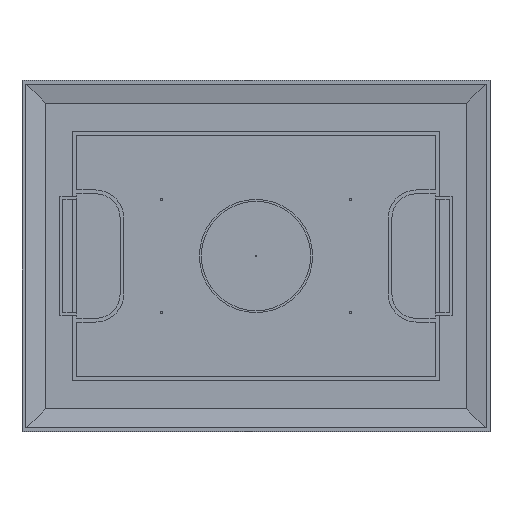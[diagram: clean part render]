
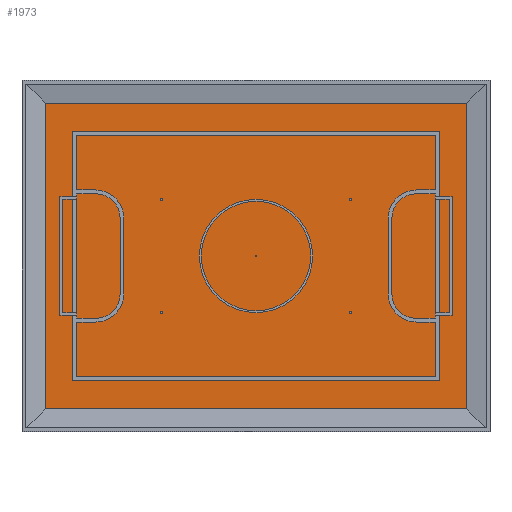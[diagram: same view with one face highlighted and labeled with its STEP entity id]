
A CAD part, top view. The second image highlights one B-rep face of the part: STEP entity #1973.
In plain terms, the highlighted planar face has unit normal (0, 0, 1).
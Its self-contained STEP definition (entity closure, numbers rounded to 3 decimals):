
#100=FACE_OUTER_BOUND('',#220,.T.);
#220=EDGE_LOOP('',(#1313,#1314,#1315,#1316));
#350=LINE('',#2833,#599);
#351=LINE('',#2835,#600);
#352=LINE('',#2837,#601);
#353=LINE('',#2838,#602);
#599=VECTOR('',#2279,10.);
#600=VECTOR('',#2280,10.);
#601=VECTOR('',#2281,10.);
#602=VECTOR('',#2282,10.);
#848=VERTEX_POINT('',#2831);
#849=VERTEX_POINT('',#2832);
#850=VERTEX_POINT('',#2834);
#851=VERTEX_POINT('',#2836);
#1034=EDGE_CURVE('',#848,#849,#350,.T.);
#1035=EDGE_CURVE('',#849,#850,#351,.T.);
#1036=EDGE_CURVE('',#850,#851,#352,.T.);
#1037=EDGE_CURVE('',#851,#848,#353,.T.);
#1313=ORIENTED_EDGE('',*,*,#1034,.T.);
#1314=ORIENTED_EDGE('',*,*,#1035,.T.);
#1315=ORIENTED_EDGE('',*,*,#1036,.T.);
#1316=ORIENTED_EDGE('',*,*,#1037,.T.);
#1868=PLANE('',#2120);
#1973=ADVANCED_FACE('',(#100),#1868,.T.);
#2120=AXIS2_PLACEMENT_3D('',#2830,#2277,#2278);
#2277=DIRECTION('center_axis',(0.,0.,1.));
#2278=DIRECTION('ref_axis',(1.,0.,0.));
#2279=DIRECTION('',(1.,0.,0.));
#2280=DIRECTION('',(0.,1.,0.));
#2281=DIRECTION('',(-1.,0.,0.));
#2282=DIRECTION('',(0.,-1.,0.));
#2830=CARTESIAN_POINT('Origin',(0.,0.,0.));
#2831=CARTESIAN_POINT('',(-1240.,-930.,0.));
#2832=CARTESIAN_POINT('',(1240.,-930.,0.));
#2833=CARTESIAN_POINT('',(620.,-930.,0.));
#2834=CARTESIAN_POINT('',(1240.,930.,0.));
#2835=CARTESIAN_POINT('',(1240.,465.,0.));
#2836=CARTESIAN_POINT('',(-1240.,930.,0.));
#2837=CARTESIAN_POINT('',(-620.,930.,0.));
#2838=CARTESIAN_POINT('',(-1240.,-465.,0.));
